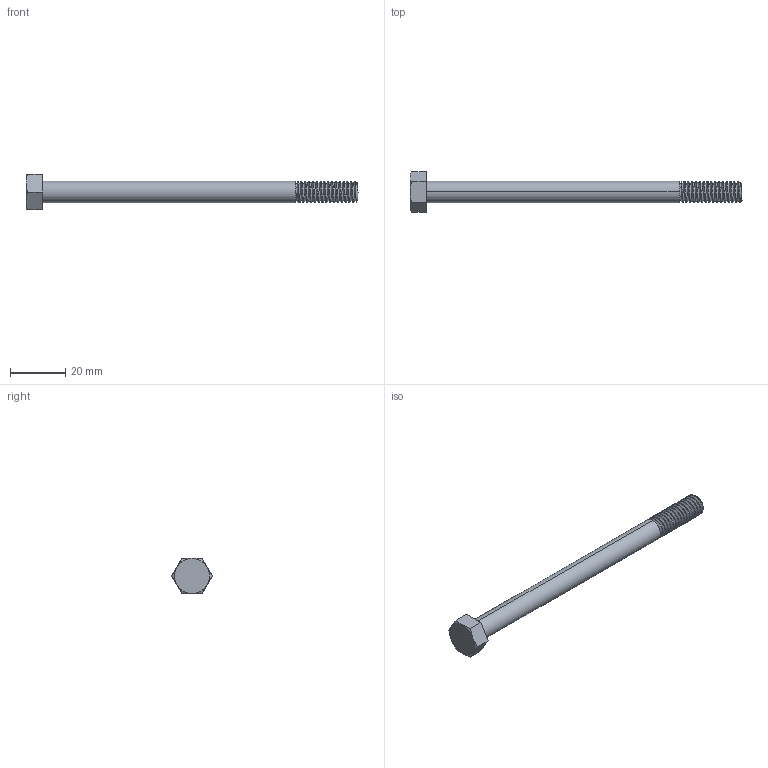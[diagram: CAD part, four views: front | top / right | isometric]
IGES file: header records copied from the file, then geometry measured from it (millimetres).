
Start section: SolidWorks IGES file using analytic representation for surfaces
Global section: file name: B00137CK1Q.3D.IGS; native system: SolidWorks 2012; preprocessor: SolidWorks 2012; author: AE11; date: 130219.093707; units: inch
Bounding box: 120.27 x 14.66 x 12.7 mm (x, y, z)
Surface area: 3636.1 mm2 (no closed solid volume)
Topology: 0 solids, 0 shells, 58 faces, 986 edges, 986 vertices
Faces by surface type: revolution 47, bspline 11
